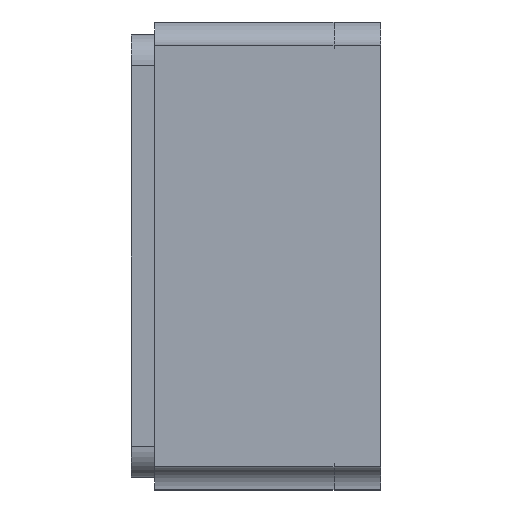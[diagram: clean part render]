
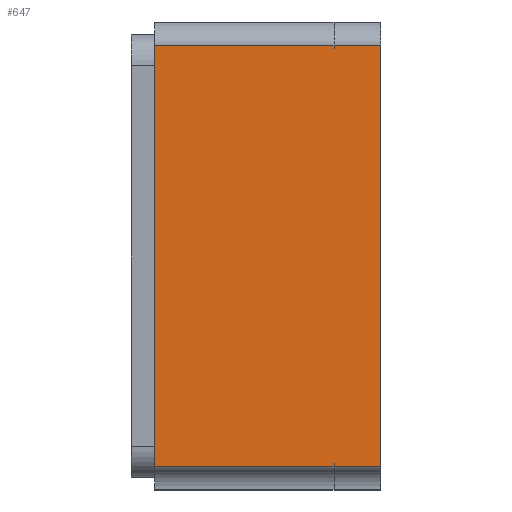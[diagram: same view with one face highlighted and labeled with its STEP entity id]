
A CAD part, left-side view. The second image highlights one B-rep face of the part: STEP entity #647.
In plain terms, the highlighted planar face has unit normal (-1, 0, 0).
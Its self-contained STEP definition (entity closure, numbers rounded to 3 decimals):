
#31 = CARTESIAN_POINT ( 'NONE',  ( -1.6, 0.15, -0.675 ) ) ;
#141 = CARTESIAN_POINT ( 'NONE',  ( -1.6, 0.725, 0. ) ) ;
#258 = ORIENTED_EDGE ( 'NONE', *, *, #3441, .T. ) ;
#330 = LINE ( 'NONE', #1215, #3829 ) ;
#468 = CARTESIAN_POINT ( 'NONE',  ( -1.6, 0., 0.675 ) ) ;
#632 = VERTEX_POINT ( 'NONE', #2910 ) ;
#647 = ADVANCED_FACE ( 'NONE', ( #3444 ), #2384, .T. ) ;
#777 = CARTESIAN_POINT ( 'NONE',  ( -1.6, 0.725, 0.675 ) ) ;
#786 = VERTEX_POINT ( 'NONE', #1170 ) ;
#840 = DIRECTION ( 'NONE',  ( 0., -1., 0. ) ) ;
#912 = LINE ( 'NONE', #3583, #1160 ) ;
#1036 = VECTOR ( 'NONE', #3828, 1000. ) ;
#1160 = VECTOR ( 'NONE', #2672, 1000. ) ;
#1170 = CARTESIAN_POINT ( 'NONE',  ( -1.6, 0.725, 0.675 ) ) ;
#1184 = EDGE_CURVE ( 'NONE', #3511, #3972, #912, .T. ) ;
#1188 = LINE ( 'NONE', #1287, #2184 ) ;
#1215 = CARTESIAN_POINT ( 'NONE',  ( -1.6, 0.15, -0.675 ) ) ;
#1287 = CARTESIAN_POINT ( 'NONE',  ( -1.6, 0.725, 0. ) ) ;
#1401 = DIRECTION ( 'NONE',  ( 0., 0., 1. ) ) ;
#1616 = ORIENTED_EDGE ( 'NONE', *, *, #2101, .T. ) ;
#1789 = ORIENTED_EDGE ( 'NONE', *, *, #3665, .T. ) ;
#2000 = VECTOR ( 'NONE', #2147, 1000. ) ;
#2053 = AXIS2_PLACEMENT_3D ( 'NONE', #141, #3537, #1401 ) ;
#2101 = EDGE_CURVE ( 'NONE', #3413, #2510, #330, .T. ) ;
#2108 = CARTESIAN_POINT ( 'NONE',  ( -1.6, 0.725, -0.675 ) ) ;
#2147 = DIRECTION ( 'NONE',  ( 0., -1., 0. ) ) ;
#2184 = VECTOR ( 'NONE', #3041, 1000. ) ;
#2384 = PLANE ( 'NONE',  #2053 ) ;
#2414 = EDGE_CURVE ( 'NONE', #786, #3511, #3094, .T. ) ;
#2510 = VERTEX_POINT ( 'NONE', #2715 ) ;
#2525 = CARTESIAN_POINT ( 'NONE',  ( -1.6, 0.15, 0.675 ) ) ;
#2672 = DIRECTION ( 'NONE',  ( 0., -1., 0. ) ) ;
#2715 = CARTESIAN_POINT ( 'NONE',  ( -1.6, 0., -0.675 ) ) ;
#2787 = ORIENTED_EDGE ( 'NONE', *, *, #3149, .F. ) ;
#2846 = DIRECTION ( 'NONE',  ( 0., -1., 0. ) ) ;
#2888 = ORIENTED_EDGE ( 'NONE', *, *, #1184, .F. ) ;
#2901 = CARTESIAN_POINT ( 'NONE',  ( -1.6, 0., 0. ) ) ;
#2910 = CARTESIAN_POINT ( 'NONE',  ( -1.6, 0.725, -0.675 ) ) ;
#3041 = DIRECTION ( 'NONE',  ( 0., 0., -1. ) ) ;
#3094 = LINE ( 'NONE', #777, #3988 ) ;
#3120 = ORIENTED_EDGE ( 'NONE', *, *, #2414, .F. ) ;
#3149 = EDGE_CURVE ( 'NONE', #3972, #2510, #3281, .T. ) ;
#3281 = LINE ( 'NONE', #2901, #1036 ) ;
#3413 = VERTEX_POINT ( 'NONE', #31 ) ;
#3441 = EDGE_CURVE ( 'NONE', #786, #632, #1188, .T. ) ;
#3444 = FACE_OUTER_BOUND ( 'NONE', #3716, .T. ) ;
#3511 = VERTEX_POINT ( 'NONE', #2525 ) ;
#3537 = DIRECTION ( 'NONE',  ( -1., 0., 0. ) ) ;
#3583 = CARTESIAN_POINT ( 'NONE',  ( -1.6, 0.15, 0.675 ) ) ;
#3665 = EDGE_CURVE ( 'NONE', #632, #3413, #3732, .T. ) ;
#3716 = EDGE_LOOP ( 'NONE', ( #2787, #2888, #3120, #258, #1789, #1616 ) ) ;
#3732 = LINE ( 'NONE', #2108, #2000 ) ;
#3828 = DIRECTION ( 'NONE',  ( 0., 0., -1. ) ) ;
#3829 = VECTOR ( 'NONE', #2846, 1000. ) ;
#3972 = VERTEX_POINT ( 'NONE', #468 ) ;
#3988 = VECTOR ( 'NONE', #840, 1000. ) ;
